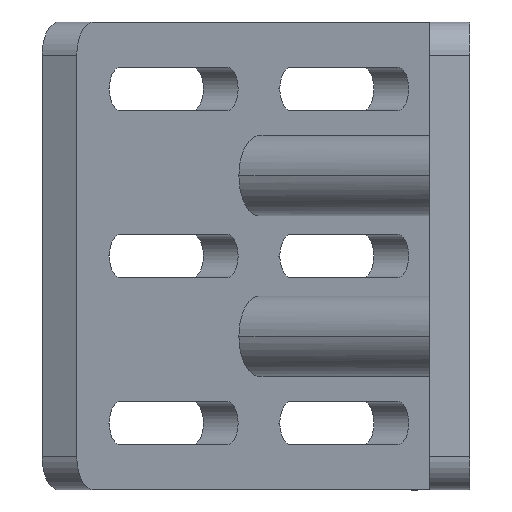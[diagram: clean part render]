
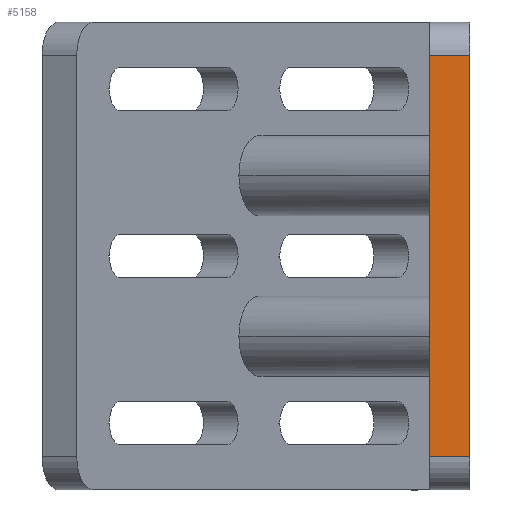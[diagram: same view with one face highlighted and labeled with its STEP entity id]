
A CAD part, left-side view. The second image highlights one B-rep face of the part: STEP entity #5158.
In plain terms, the highlighted planar face has unit normal (-1, 0, 0).
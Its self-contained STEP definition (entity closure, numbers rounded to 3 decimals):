
#532 = CARTESIAN_POINT ( 'NONE',  ( -54.5, 3., 30. ) ) ;
#659 = CARTESIAN_POINT ( 'NONE',  ( -54.5, 3., 30. ) ) ;
#728 = DIRECTION ( 'NONE',  ( 0., -1., 0. ) ) ;
#929 = ORIENTED_EDGE ( 'NONE', *, *, #5449, .F. ) ;
#1002 = LINE ( 'NONE', #1224, #4541 ) ;
#1224 = CARTESIAN_POINT ( 'NONE',  ( -54.5, 3., -30. ) ) ;
#1313 = EDGE_CURVE ( 'NONE', #6342, #2753, #1002, .T. ) ;
#1344 = DIRECTION ( 'NONE',  ( 0., 0., -1. ) ) ;
#1633 = LINE ( 'NONE', #659, #3188 ) ;
#1645 = ORIENTED_EDGE ( 'NONE', *, *, #5693, .T. ) ;
#1796 = VERTEX_POINT ( 'NONE', #5027 ) ;
#1912 = PLANE ( 'NONE',  #6837 ) ;
#2753 = VERTEX_POINT ( 'NONE', #4692 ) ;
#3181 = VECTOR ( 'NONE', #6568, 1000. ) ;
#3188 = VECTOR ( 'NONE', #728, 1000. ) ;
#3192 = ORIENTED_EDGE ( 'NONE', *, *, #1313, .T. ) ;
#3270 = CARTESIAN_POINT ( 'NONE',  ( -54.5, -3., 30. ) ) ;
#3349 = LINE ( 'NONE', #3270, #3181 ) ;
#4089 = DIRECTION ( 'NONE',  ( 1., 0., 0. ) ) ;
#4541 = VECTOR ( 'NONE', #6070, 1000. ) ;
#4607 = CARTESIAN_POINT ( 'NONE',  ( -54.5, 3., 30. ) ) ;
#4631 = CARTESIAN_POINT ( 'NONE',  ( -54.5, 3., -30. ) ) ;
#4692 = CARTESIAN_POINT ( 'NONE',  ( -54.5, -3., -30. ) ) ;
#5027 = CARTESIAN_POINT ( 'NONE',  ( -54.5, 3., 30. ) ) ;
#5158 = ADVANCED_FACE ( 'NONE', ( #5703 ), #1912, .F. ) ;
#5449 = EDGE_CURVE ( 'NONE', #1796, #6831, #1633, .T. ) ;
#5452 = CARTESIAN_POINT ( 'NONE',  ( -54.5, -3., 30. ) ) ;
#5525 = DIRECTION ( 'NONE',  ( 0., 0., 1. ) ) ;
#5693 = EDGE_CURVE ( 'NONE', #2753, #6831, #3349, .T. ) ;
#5703 = FACE_OUTER_BOUND ( 'NONE', #6768, .T. ) ;
#6070 = DIRECTION ( 'NONE',  ( 0., -1., 0. ) ) ;
#6227 = EDGE_CURVE ( 'NONE', #6342, #1796, #7135, .T. ) ;
#6342 = VERTEX_POINT ( 'NONE', #4631 ) ;
#6568 = DIRECTION ( 'NONE',  ( 0., 0., 1. ) ) ;
#6768 = EDGE_LOOP ( 'NONE', ( #1645, #929, #7002, #3192 ) ) ;
#6831 = VERTEX_POINT ( 'NONE', #5452 ) ;
#6837 = AXIS2_PLACEMENT_3D ( 'NONE', #4607, #4089, #1344 ) ;
#6959 = VECTOR ( 'NONE', #5525, 1000. ) ;
#7002 = ORIENTED_EDGE ( 'NONE', *, *, #6227, .F. ) ;
#7135 = LINE ( 'NONE', #532, #6959 ) ;
